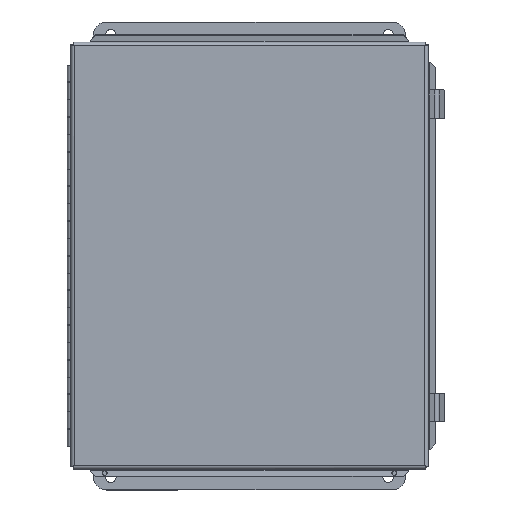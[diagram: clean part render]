
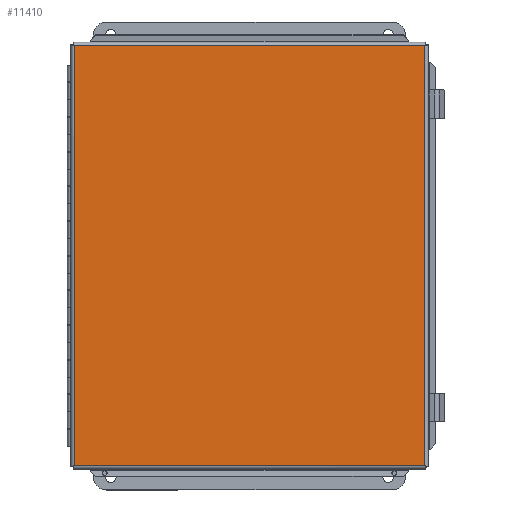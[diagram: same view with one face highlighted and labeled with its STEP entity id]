
A CAD part, top view. The second image highlights one B-rep face of the part: STEP entity #11410.
In plain terms, the highlighted face is planar.
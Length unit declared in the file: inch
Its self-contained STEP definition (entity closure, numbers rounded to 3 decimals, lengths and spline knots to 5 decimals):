
#10729=CARTESIAN_POINT('',(10.21675,0.09325,0.));
#10730=VERTEX_POINT('',#10729);
#10741=CARTESIAN_POINT('',(10.21675,12.21675,0.));
#10742=VERTEX_POINT('',#10741);
#10743=CARTESIAN_POINT('',(10.21675,12.21675,0.));
#10744=DIRECTION('',(0.0,-1.0,0.0));
#10745=VECTOR('',#10744,12.1235);
#10746=LINE('',#10743,#10745);
#10747=EDGE_CURVE('',#10742,#10730,#10746,.T.);
#10907=CARTESIAN_POINT('',(0.09325,0.09325,0.));
#10908=VERTEX_POINT('',#10907);
#10919=CARTESIAN_POINT('',(10.21675,0.09325,0.));
#10920=DIRECTION('',(-1.0,0.0,0.0));
#10921=VECTOR('',#10920,10.1235);
#10922=LINE('',#10919,#10921);
#10923=EDGE_CURVE('',#10730,#10908,#10922,.T.);
#11076=CARTESIAN_POINT('',(0.09325,12.21675,0.));
#11077=VERTEX_POINT('',#11076);
#11088=CARTESIAN_POINT('',(0.09325,0.09325,0.));
#11089=DIRECTION('',(0.0,1.0,0.0));
#11090=VECTOR('',#11089,12.1235);
#11091=LINE('',#11088,#11090);
#11092=EDGE_CURVE('',#10908,#11077,#11091,.T.);
#11255=CARTESIAN_POINT('',(0.09325,12.21675,0.));
#11256=DIRECTION('',(1.0,0.0,0.0));
#11257=VECTOR('',#11256,10.1235);
#11258=LINE('',#11255,#11257);
#11259=EDGE_CURVE('',#11077,#10742,#11258,.T.);
#11399=CARTESIAN_POINT('',(5.155,6.155,0.));
#11400=DIRECTION('',(0.0,0.0,1.0));
#11401=DIRECTION('',(1.0,0.0,0.0));
#11402=AXIS2_PLACEMENT_3D('',#11399,#11400,#11401);
#11403=PLANE('',#11402);
#11404=ORIENTED_EDGE('',*,*,#10747,.T.);
#11405=ORIENTED_EDGE('',*,*,#10923,.T.);
#11406=ORIENTED_EDGE('',*,*,#11092,.T.);
#11407=ORIENTED_EDGE('',*,*,#11259,.T.);
#11408=EDGE_LOOP('',(#11404,#11405,#11406,#11407));
#11409=FACE_OUTER_BOUND('',#11408,.T.);
#11410=ADVANCED_FACE('',(#11409),#11403,.F.);
